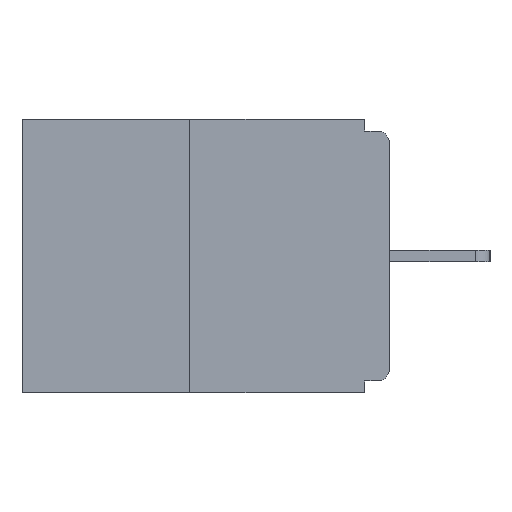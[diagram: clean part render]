
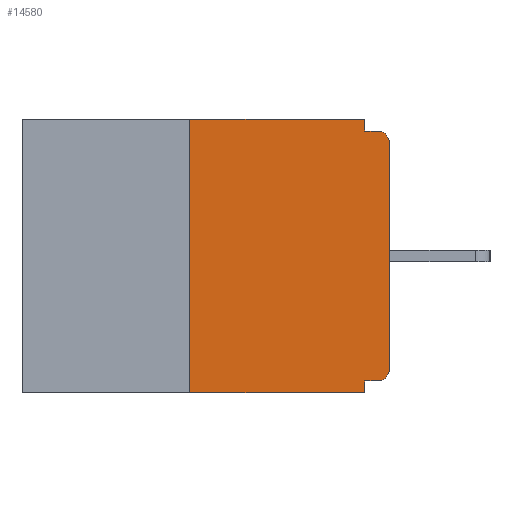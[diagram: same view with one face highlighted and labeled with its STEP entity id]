
A CAD part, left-side view. The second image highlights one B-rep face of the part: STEP entity #14580.
In plain terms, the highlighted planar face has unit normal (-1, 0, 0).
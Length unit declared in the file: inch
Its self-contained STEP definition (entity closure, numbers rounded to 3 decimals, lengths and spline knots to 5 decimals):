
#1046 = CIRCLE ( 'NONE', #16673, 0.015 ) ;
#1144 = DIRECTION ( 'NONE',  ( 0., 1., 0. ) ) ;
#1239 = CARTESIAN_POINT ( 'NONE',  ( 0., 0.25, 0. ) ) ;
#1579 = VECTOR ( 'NONE', #12036, 39.37008 ) ;
#2116 = ORIENTED_EDGE ( 'NONE', *, *, #4555, .F. ) ;
#2884 = CARTESIAN_POINT ( 'NONE',  ( 0., 0.25, 0. ) ) ;
#4555 = EDGE_CURVE ( 'NONE', #26548, #12569, #25914, .T. ) ;
#4758 = ORIENTED_EDGE ( 'NONE', *, *, #11477, .F. ) ;
#5084 = VECTOR ( 'NONE', #1144, 39.37008 ) ;
#5163 = DIRECTION ( 'NONE',  ( 0., 0., -1. ) ) ;
#5251 = CARTESIAN_POINT ( 'NONE',  ( 0., 0.015, -0.03 ) ) ;
#5463 = LINE ( 'NONE', #12173, #15809 ) ;
#5966 = EDGE_CURVE ( 'NONE', #20819, #26526, #19183, .T. ) ;
#6348 = AXIS2_PLACEMENT_3D ( 'NONE', #8539, #22905, #10606 ) ;
#6594 = FACE_OUTER_BOUND ( 'NONE', #8693, .T. ) ;
#6996 = ORIENTED_EDGE ( 'NONE', *, *, #14606, .T. ) ;
#7330 = DIRECTION ( 'NONE',  ( 0., 0., -1. ) ) ;
#7342 = EDGE_CURVE ( 'NONE', #7991, #26526, #7499, .T. ) ;
#7389 = DIRECTION ( 'NONE',  ( 0., 0., -1. ) ) ;
#7499 = LINE ( 'NONE', #10001, #1579 ) ;
#7583 = CARTESIAN_POINT ( 'NONE',  ( 0., 0., -0.313 ) ) ;
#7991 = VERTEX_POINT ( 'NONE', #8062 ) ;
#8062 = CARTESIAN_POINT ( 'NONE',  ( 0., 0.25, -0.343 ) ) ;
#8324 = CARTESIAN_POINT ( 'NONE',  ( 0., 0.031, 0. ) ) ;
#8539 = CARTESIAN_POINT ( 'NONE',  ( 0., 0.015, -0.313 ) ) ;
#8693 = EDGE_LOOP ( 'NONE', ( #19950, #4758, #15759, #10552, #16052, #22137, #11819, #6996, #12452, #2116 ) ) ;
#9134 = VERTEX_POINT ( 'NONE', #12040 ) ;
#9248 = PLANE ( 'NONE',  #15273 ) ;
#9384 = VECTOR ( 'NONE', #15743, 39.37008 ) ;
#9430 = CARTESIAN_POINT ( 'NONE',  ( 0., 0., -0.328 ) ) ;
#9534 = LINE ( 'NONE', #12344, #25847 ) ;
#9566 = CARTESIAN_POINT ( 'NONE',  ( 0., 0.031, -0.343 ) ) ;
#10001 = CARTESIAN_POINT ( 'NONE',  ( 0., 0.46, -0.343 ) ) ;
#10041 = LINE ( 'NONE', #1239, #9384 ) ;
#10552 = ORIENTED_EDGE ( 'NONE', *, *, #5966, .F. ) ;
#10589 = LINE ( 'NONE', #9430, #5084 ) ;
#10606 = DIRECTION ( 'NONE',  ( 0., 0., -1. ) ) ;
#11076 = CARTESIAN_POINT ( 'NONE',  ( 0., 0., -0.03 ) ) ;
#11477 = EDGE_CURVE ( 'NONE', #7991, #26314, #10041, .T. ) ;
#11543 = VECTOR ( 'NONE', #20883, 39.37008 ) ;
#11819 = ORIENTED_EDGE ( 'NONE', *, *, #20997, .T. ) ;
#12036 = DIRECTION ( 'NONE',  ( 0., -1., 0. ) ) ;
#12040 = CARTESIAN_POINT ( 'NONE',  ( 0., 0.015, -0.015 ) ) ;
#12156 = VECTOR ( 'NONE', #7389, 39.37008 ) ;
#12173 = CARTESIAN_POINT ( 'NONE',  ( 0., 0.46, 0. ) ) ;
#12344 = CARTESIAN_POINT ( 'NONE',  ( 0., 0., 0. ) ) ;
#12452 = ORIENTED_EDGE ( 'NONE', *, *, #25550, .F. ) ;
#12569 = VERTEX_POINT ( 'NONE', #17337 ) ;
#12667 = CARTESIAN_POINT ( 'NONE',  ( 0., 0., -0.015 ) ) ;
#12694 = EDGE_CURVE ( 'NONE', #22027, #20819, #10589, .T. ) ;
#13034 = VECTOR ( 'NONE', #20108, 39.37008 ) ;
#14256 = DIRECTION ( 'NONE',  ( 0., -1., 0. ) ) ;
#14580 = ADVANCED_FACE ( 'NONE', ( #6594 ), #9248, .F. ) ;
#14606 = EDGE_CURVE ( 'NONE', #17930, #9134, #1046, .T. ) ;
#14725 = CARTESIAN_POINT ( 'NONE',  ( 0., 0.015, -0.328 ) ) ;
#15255 = VERTEX_POINT ( 'NONE', #7583 ) ;
#15273 = AXIS2_PLACEMENT_3D ( 'NONE', #25607, #17510, #5163 ) ;
#15743 = DIRECTION ( 'NONE',  ( 0., 0., 1. ) ) ;
#15759 = ORIENTED_EDGE ( 'NONE', *, *, #7342, .T. ) ;
#15809 = VECTOR ( 'NONE', #14256, 39.37008 ) ;
#16052 = ORIENTED_EDGE ( 'NONE', *, *, #12694, .F. ) ;
#16549 = CARTESIAN_POINT ( 'NONE',  ( 0., 0.031, -0.343 ) ) ;
#16673 = AXIS2_PLACEMENT_3D ( 'NONE', #5251, #19695, #7330 ) ;
#17337 = CARTESIAN_POINT ( 'NONE',  ( 0., 0.031, -0.015 ) ) ;
#17510 = DIRECTION ( 'NONE',  ( 1., 0., 0. ) ) ;
#17667 = LINE ( 'NONE', #12667, #11543 ) ;
#17930 = VERTEX_POINT ( 'NONE', #11076 ) ;
#19183 = LINE ( 'NONE', #9566, #13034 ) ;
#19695 = DIRECTION ( 'NONE',  ( -1., 0., 0. ) ) ;
#19945 = CARTESIAN_POINT ( 'NONE',  ( 0., 0.031, -0.328 ) ) ;
#19950 = ORIENTED_EDGE ( 'NONE', *, *, #24725, .F. ) ;
#20108 = DIRECTION ( 'NONE',  ( 0., 0., -1. ) ) ;
#20230 = CARTESIAN_POINT ( 'NONE',  ( 0., 0.031, 0. ) ) ;
#20819 = VERTEX_POINT ( 'NONE', #19945 ) ;
#20883 = DIRECTION ( 'NONE',  ( 0., -1., 0. ) ) ;
#20997 = EDGE_CURVE ( 'NONE', #15255, #17930, #9534, .T. ) ;
#21506 = EDGE_CURVE ( 'NONE', #22027, #15255, #23929, .T. ) ;
#22027 = VERTEX_POINT ( 'NONE', #14725 ) ;
#22137 = ORIENTED_EDGE ( 'NONE', *, *, #21506, .T. ) ;
#22905 = DIRECTION ( 'NONE',  ( -1., 0., 0. ) ) ;
#23929 = CIRCLE ( 'NONE', #6348, 0.015 ) ;
#24534 = DIRECTION ( 'NONE',  ( 0., 0., 1. ) ) ;
#24725 = EDGE_CURVE ( 'NONE', #26314, #26548, #5463, .T. ) ;
#25550 = EDGE_CURVE ( 'NONE', #12569, #9134, #17667, .T. ) ;
#25607 = CARTESIAN_POINT ( 'NONE',  ( 0., 0.46, 0. ) ) ;
#25847 = VECTOR ( 'NONE', #24534, 39.37008 ) ;
#25914 = LINE ( 'NONE', #20230, #12156 ) ;
#26314 = VERTEX_POINT ( 'NONE', #2884 ) ;
#26526 = VERTEX_POINT ( 'NONE', #16549 ) ;
#26548 = VERTEX_POINT ( 'NONE', #8324 ) ;
